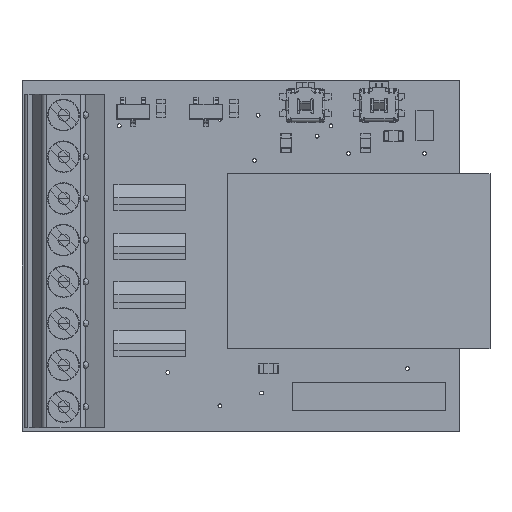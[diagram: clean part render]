
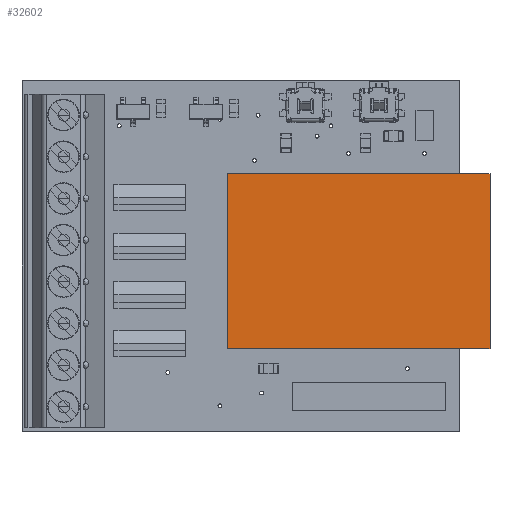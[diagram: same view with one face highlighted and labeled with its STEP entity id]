
A CAD part, top view. The second image highlights one B-rep face of the part: STEP entity #32602.
In plain terms, the highlighted planar face has unit normal (0, 0, 1).
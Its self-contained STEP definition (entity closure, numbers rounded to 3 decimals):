
#2136=PLANE('',#35303);
#3771=FACE_OUTER_BOUND('',#5697,.T.);
#5697=EDGE_LOOP('',(#27436,#27437,#27438,#27439));
#8753=LINE('',#51472,#12467);
#8756=LINE('',#51478,#12470);
#8759=LINE('',#51484,#12473);
#8761=LINE('',#51487,#12475);
#12467=VECTOR('',#41629,1.);
#12470=VECTOR('',#41634,1.);
#12473=VECTOR('',#41639,1.);
#12475=VECTOR('',#41643,1.);
#16413=VERTEX_POINT('',#51466);
#16415=VERTEX_POINT('',#51470);
#16417=VERTEX_POINT('',#51476);
#16419=VERTEX_POINT('',#51482);
#20259=EDGE_CURVE('',#16413,#16415,#8753,.T.);
#20262=EDGE_CURVE('',#16415,#16417,#8756,.T.);
#20265=EDGE_CURVE('',#16417,#16419,#8759,.T.);
#20267=EDGE_CURVE('',#16419,#16413,#8761,.T.);
#27436=ORIENTED_EDGE('',*,*,#20259,.T.);
#27437=ORIENTED_EDGE('',*,*,#20262,.T.);
#27438=ORIENTED_EDGE('',*,*,#20265,.T.);
#27439=ORIENTED_EDGE('',*,*,#20267,.T.);
#32602=ADVANCED_FACE('',(#3771),#2136,.T.);
#35303=AXIS2_PLACEMENT_3D('',#51489,#41646,#41647);
#41629=DIRECTION('',(1.,0.,0.));
#41634=DIRECTION('',(0.,1.,0.));
#41639=DIRECTION('',(-1.,0.,0.));
#41643=DIRECTION('',(0.,-1.,0.));
#41646=DIRECTION('center_axis',(0.,0.,1.));
#41647=DIRECTION('ref_axis',(1.,0.,0.));
#51466=CARTESIAN_POINT('',(-8.,-12.,3.));
#51470=CARTESIAN_POINT('',(8.,-12.,3.));
#51472=CARTESIAN_POINT('',(-8.,-12.,3.));
#51476=CARTESIAN_POINT('',(8.,12.,3.));
#51478=CARTESIAN_POINT('',(8.,-12.,3.));
#51482=CARTESIAN_POINT('',(-8.,12.,3.));
#51484=CARTESIAN_POINT('',(8.,12.,3.));
#51487=CARTESIAN_POINT('',(-8.,12.,3.));
#51489=CARTESIAN_POINT('Origin',(0.,0.,3.));
